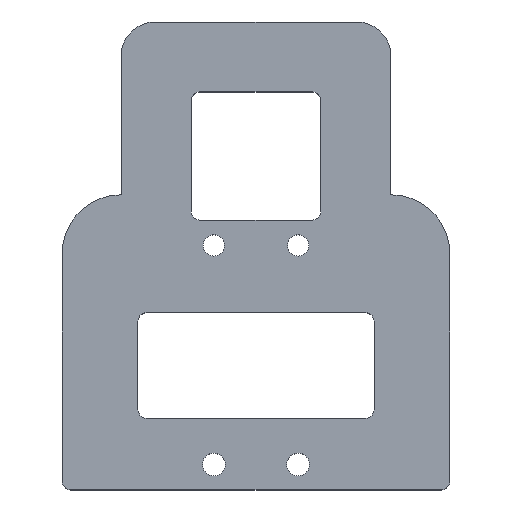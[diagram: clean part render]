
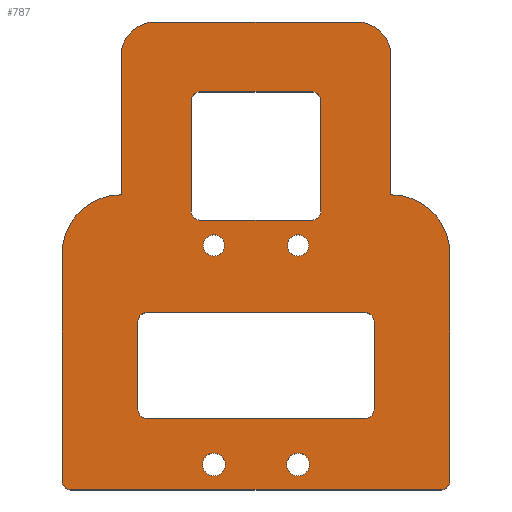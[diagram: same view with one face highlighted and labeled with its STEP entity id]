
A CAD part, top view. The second image highlights one B-rep face of the part: STEP entity #787.
In plain terms, the highlighted planar face has unit normal (0, 0, 1).
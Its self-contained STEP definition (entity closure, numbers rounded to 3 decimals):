
#29=FACE_BOUND('',#135,.T.);
#30=FACE_BOUND('',#136,.T.);
#31=FACE_BOUND('',#137,.T.);
#32=FACE_BOUND('',#138,.T.);
#33=FACE_BOUND('',#139,.T.);
#34=FACE_BOUND('',#140,.T.);
#50=PLANE('',#881);
#81=FACE_OUTER_BOUND('',#134,.T.);
#134=EDGE_LOOP('',(#662,#663,#664,#665,#666,#667,#668,#669,#670,#671,#672,
#673));
#135=EDGE_LOOP('',(#674,#675,#676,#677,#678,#679,#680,#681));
#136=EDGE_LOOP('',(#682,#683,#684,#685,#686,#687,#688,#689));
#137=EDGE_LOOP('',(#690));
#138=EDGE_LOOP('',(#691));
#139=EDGE_LOOP('',(#692));
#140=EDGE_LOOP('',(#693));
#157=LINE('',#1149,#222);
#173=LINE('',#1221,#238);
#174=LINE('',#1224,#239);
#179=LINE('',#1235,#244);
#182=LINE('',#1247,#247);
#185=LINE('',#1255,#250);
#187=LINE('',#1261,#252);
#191=LINE('',#1271,#256);
#194=LINE('',#1282,#259);
#197=LINE('',#1290,#262);
#199=LINE('',#1297,#264);
#206=LINE('',#1324,#271);
#208=LINE('',#1331,#273);
#209=LINE('',#1335,#274);
#222=VECTOR('',#911,10.);
#238=VECTOR('',#973,10.);
#239=VECTOR('',#976,10.);
#244=VECTOR('',#987,10.);
#247=VECTOR('',#1000,10.);
#250=VECTOR('',#1009,10.);
#252=VECTOR('',#1017,10.);
#256=VECTOR('',#1027,10.);
#259=VECTOR('',#1038,10.);
#262=VECTOR('',#1047,10.);
#264=VECTOR('',#1057,10.);
#271=VECTOR('',#1088,10.);
#273=VECTOR('',#1096,10.);
#274=VECTOR('',#1099,10.);
#284=CIRCLE('',#814,1.);
#304=CIRCLE('',#837,1.);
#305=CIRCLE('',#841,1.);
#308=CIRCLE('',#846,1.);
#309=CIRCLE('',#849,1.);
#310=CIRCLE('',#852,1.);
#311=CIRCLE('',#855,1.);
#313=CIRCLE('',#859,1.);
#314=CIRCLE('',#862,1.);
#316=CIRCLE('',#866,1.);
#318=CIRCLE('',#870,1.35);
#319=CIRCLE('',#872,1.265);
#320=CIRCLE('',#874,1.265);
#321=CIRCLE('',#876,1.35);
#322=CIRCLE('',#878,4.);
#324=CIRCLE('',#882,7.);
#325=CIRCLE('',#883,4.);
#326=CIRCLE('',#884,7.);
#331=VERTEX_POINT('',#1139);
#332=VERTEX_POINT('',#1141);
#334=VERTEX_POINT('',#1147);
#366=VERTEX_POINT('',#1215);
#367=VERTEX_POINT('',#1219);
#368=VERTEX_POINT('',#1223);
#369=VERTEX_POINT('',#1227);
#370=VERTEX_POINT('',#1229);
#371=VERTEX_POINT('',#1233);
#374=VERTEX_POINT('',#1241);
#375=VERTEX_POINT('',#1245);
#376=VERTEX_POINT('',#1249);
#377=VERTEX_POINT('',#1253);
#378=VERTEX_POINT('',#1257);
#379=VERTEX_POINT('',#1263);
#380=VERTEX_POINT('',#1265);
#381=VERTEX_POINT('',#1269);
#383=VERTEX_POINT('',#1275);
#384=VERTEX_POINT('',#1276);
#385=VERTEX_POINT('',#1281);
#386=VERTEX_POINT('',#1285);
#387=VERTEX_POINT('',#1289);
#390=VERTEX_POINT('',#1301);
#391=VERTEX_POINT('',#1305);
#392=VERTEX_POINT('',#1309);
#393=VERTEX_POINT('',#1313);
#394=VERTEX_POINT('',#1317);
#395=VERTEX_POINT('',#1319);
#396=VERTEX_POINT('',#1323);
#398=VERTEX_POINT('',#1330);
#399=VERTEX_POINT('',#1332);
#400=VERTEX_POINT('',#1334);
#405=EDGE_CURVE('',#331,#332,#284,.T.);
#409=EDGE_CURVE('',#334,#331,#157,.T.);
#442=EDGE_CURVE('',#366,#334,#304,.T.);
#445=EDGE_CURVE('',#367,#366,#173,.T.);
#446=EDGE_CURVE('',#332,#368,#174,.T.);
#449=EDGE_CURVE('',#369,#370,#305,.T.);
#452=EDGE_CURVE('',#369,#371,#179,.F.);
#456=EDGE_CURVE('',#374,#371,#308,.T.);
#458=EDGE_CURVE('',#374,#375,#182,.F.);
#460=EDGE_CURVE('',#376,#375,#309,.T.);
#462=EDGE_CURVE('',#376,#377,#185,.F.);
#463=EDGE_CURVE('',#378,#377,#310,.T.);
#465=EDGE_CURVE('',#378,#370,#187,.F.);
#467=EDGE_CURVE('',#379,#380,#311,.T.);
#470=EDGE_CURVE('',#379,#381,#191,.F.);
#472=EDGE_CURVE('',#383,#384,#313,.T.);
#475=EDGE_CURVE('',#385,#384,#194,.T.);
#477=EDGE_CURVE('',#385,#386,#314,.T.);
#479=EDGE_CURVE('',#387,#386,#197,.F.);
#482=EDGE_CURVE('',#387,#381,#316,.T.);
#483=EDGE_CURVE('',#383,#380,#199,.F.);
#485=EDGE_CURVE('',#390,#390,#318,.T.);
#487=EDGE_CURVE('',#391,#391,#319,.T.);
#489=EDGE_CURVE('',#392,#392,#320,.T.);
#491=EDGE_CURVE('',#393,#393,#321,.T.);
#494=EDGE_CURVE('',#394,#395,#322,.T.);
#496=EDGE_CURVE('',#395,#396,#206,.T.);
#499=EDGE_CURVE('',#396,#367,#324,.T.);
#500=EDGE_CURVE('',#398,#394,#208,.T.);
#501=EDGE_CURVE('',#399,#398,#325,.T.);
#502=EDGE_CURVE('',#399,#400,#209,.F.);
#503=EDGE_CURVE('',#368,#400,#326,.T.);
#662=ORIENTED_EDGE('',*,*,#405,.F.);
#663=ORIENTED_EDGE('',*,*,#409,.F.);
#664=ORIENTED_EDGE('',*,*,#442,.F.);
#665=ORIENTED_EDGE('',*,*,#445,.F.);
#666=ORIENTED_EDGE('',*,*,#499,.F.);
#667=ORIENTED_EDGE('',*,*,#496,.F.);
#668=ORIENTED_EDGE('',*,*,#494,.F.);
#669=ORIENTED_EDGE('',*,*,#500,.F.);
#670=ORIENTED_EDGE('',*,*,#501,.F.);
#671=ORIENTED_EDGE('',*,*,#502,.T.);
#672=ORIENTED_EDGE('',*,*,#503,.F.);
#673=ORIENTED_EDGE('',*,*,#446,.F.);
#674=ORIENTED_EDGE('',*,*,#465,.T.);
#675=ORIENTED_EDGE('',*,*,#449,.F.);
#676=ORIENTED_EDGE('',*,*,#452,.T.);
#677=ORIENTED_EDGE('',*,*,#456,.F.);
#678=ORIENTED_EDGE('',*,*,#458,.T.);
#679=ORIENTED_EDGE('',*,*,#460,.F.);
#680=ORIENTED_EDGE('',*,*,#462,.T.);
#681=ORIENTED_EDGE('',*,*,#463,.F.);
#682=ORIENTED_EDGE('',*,*,#483,.T.);
#683=ORIENTED_EDGE('',*,*,#467,.F.);
#684=ORIENTED_EDGE('',*,*,#470,.T.);
#685=ORIENTED_EDGE('',*,*,#482,.F.);
#686=ORIENTED_EDGE('',*,*,#479,.T.);
#687=ORIENTED_EDGE('',*,*,#477,.F.);
#688=ORIENTED_EDGE('',*,*,#475,.T.);
#689=ORIENTED_EDGE('',*,*,#472,.F.);
#690=ORIENTED_EDGE('',*,*,#485,.T.);
#691=ORIENTED_EDGE('',*,*,#487,.T.);
#692=ORIENTED_EDGE('',*,*,#489,.T.);
#693=ORIENTED_EDGE('',*,*,#491,.T.);
#787=ADVANCED_FACE('',(#81,#29,#30,#31,#32,#33,#34),#50,.T.);
#814=AXIS2_PLACEMENT_3D('',#1142,#904,#905);
#837=AXIS2_PLACEMENT_3D('',#1216,#967,#968);
#841=AXIS2_PLACEMENT_3D('',#1230,#981,#982);
#846=AXIS2_PLACEMENT_3D('',#1243,#995,#996);
#849=AXIS2_PLACEMENT_3D('',#1251,#1004,#1005);
#852=AXIS2_PLACEMENT_3D('',#1258,#1012,#1013);
#855=AXIS2_PLACEMENT_3D('',#1266,#1021,#1022);
#859=AXIS2_PLACEMENT_3D('',#1277,#1032,#1033);
#862=AXIS2_PLACEMENT_3D('',#1286,#1042,#1043);
#866=AXIS2_PLACEMENT_3D('',#1295,#1053,#1054);
#870=AXIS2_PLACEMENT_3D('',#1302,#1062,#1063);
#872=AXIS2_PLACEMENT_3D('',#1306,#1067,#1068);
#874=AXIS2_PLACEMENT_3D('',#1310,#1072,#1073);
#876=AXIS2_PLACEMENT_3D('',#1314,#1077,#1078);
#878=AXIS2_PLACEMENT_3D('',#1320,#1083,#1084);
#881=AXIS2_PLACEMENT_3D('',#1328,#1092,#1093);
#882=AXIS2_PLACEMENT_3D('',#1329,#1094,#1095);
#883=AXIS2_PLACEMENT_3D('',#1333,#1097,#1098);
#884=AXIS2_PLACEMENT_3D('',#1336,#1100,#1101);
#904=DIRECTION('center_axis',(0.,0.,-1.));
#905=DIRECTION('ref_axis',(-0.707,-0.707,0.));
#911=DIRECTION('',(-1.,0.,0.));
#967=DIRECTION('center_axis',(0.,0.,-1.));
#968=DIRECTION('ref_axis',(0.707,-0.707,0.));
#973=DIRECTION('',(0.,-1.,0.));
#976=DIRECTION('',(0.,1.,0.));
#981=DIRECTION('center_axis',(0.,0.,1.));
#982=DIRECTION('ref_axis',(0.707,-0.707,0.));
#987=DIRECTION('',(1.,0.,0.));
#995=DIRECTION('center_axis',(0.,0.,1.));
#996=DIRECTION('ref_axis',(-0.707,-0.707,0.));
#1000=DIRECTION('',(0.,-1.,0.));
#1004=DIRECTION('center_axis',(0.,0.,1.));
#1005=DIRECTION('ref_axis',(-0.707,0.707,0.));
#1009=DIRECTION('',(-1.,0.,0.));
#1012=DIRECTION('center_axis',(0.,0.,1.));
#1013=DIRECTION('ref_axis',(0.707,0.707,0.));
#1017=DIRECTION('',(0.,1.,0.));
#1021=DIRECTION('center_axis',(0.,0.,1.));
#1022=DIRECTION('ref_axis',(-0.707,0.707,0.));
#1027=DIRECTION('',(-1.,0.,0.));
#1032=DIRECTION('center_axis',(0.,0.,1.));
#1033=DIRECTION('ref_axis',(-0.707,-0.707,0.));
#1038=DIRECTION('',(-1.,0.,0.));
#1042=DIRECTION('center_axis',(0.,0.,1.));
#1043=DIRECTION('ref_axis',(0.707,-0.707,0.));
#1047=DIRECTION('',(0.,1.,0.));
#1053=DIRECTION('center_axis',(0.,0.,1.));
#1054=DIRECTION('ref_axis',(0.707,0.707,0.));
#1057=DIRECTION('',(0.,-1.,0.));
#1062=DIRECTION('center_axis',(0.,0.,-1.));
#1063=DIRECTION('ref_axis',(1.,0.,0.));
#1067=DIRECTION('center_axis',(0.,0.,-1.));
#1068=DIRECTION('ref_axis',(1.,0.,0.));
#1072=DIRECTION('center_axis',(0.,0.,-1.));
#1073=DIRECTION('ref_axis',(1.,0.,0.));
#1077=DIRECTION('center_axis',(0.,0.,-1.));
#1078=DIRECTION('ref_axis',(1.,0.,0.));
#1083=DIRECTION('center_axis',(0.,0.,-1.));
#1084=DIRECTION('ref_axis',(0.707,0.707,0.));
#1088=DIRECTION('',(0.,-1.,0.));
#1092=DIRECTION('center_axis',(0.,0.,1.));
#1093=DIRECTION('ref_axis',(1.,0.,0.));
#1094=DIRECTION('center_axis',(0.,0.,-1.));
#1095=DIRECTION('ref_axis',(0.707,0.707,0.));
#1096=DIRECTION('',(1.,0.,0.));
#1097=DIRECTION('center_axis',(0.,0.,-1.));
#1098=DIRECTION('ref_axis',(-0.707,0.707,0.));
#1099=DIRECTION('',(0.,1.,0.));
#1100=DIRECTION('center_axis',(0.,0.,-1.));
#1101=DIRECTION('ref_axis',(-0.707,0.707,0.));
#1139=CARTESIAN_POINT('',(-22.,0.,0.));
#1141=CARTESIAN_POINT('',(-23.,1.,0.));
#1142=CARTESIAN_POINT('Origin',(-22.,1.,0.));
#1147=CARTESIAN_POINT('',(22.,0.,0.));
#1149=CARTESIAN_POINT('',(20.,0.,0.));
#1215=CARTESIAN_POINT('',(23.,1.,0.));
#1216=CARTESIAN_POINT('Origin',(22.,1.,0.));
#1219=CARTESIAN_POINT('',(23.,28.,0.));
#1221=CARTESIAN_POINT('',(23.,28.75,0.));
#1223=CARTESIAN_POINT('',(-23.,28.,0.));
#1224=CARTESIAN_POINT('',(-23.,12.75,0.));
#1227=CARTESIAN_POINT('',(13.,8.5,0.));
#1229=CARTESIAN_POINT('',(14.,9.5,0.));
#1230=CARTESIAN_POINT('Origin',(13.,9.5,0.));
#1233=CARTESIAN_POINT('',(-13.,8.5,0.));
#1235=CARTESIAN_POINT('',(-7.5,8.5,0.));
#1241=CARTESIAN_POINT('',(-14.,9.5,0.));
#1243=CARTESIAN_POINT('Origin',(-13.,9.5,0.));
#1245=CARTESIAN_POINT('',(-14.,20.,0.));
#1247=CARTESIAN_POINT('',(-14.,25.75,0.));
#1249=CARTESIAN_POINT('',(-13.,21.,0.));
#1251=CARTESIAN_POINT('Origin',(-13.,20.,0.));
#1253=CARTESIAN_POINT('',(13.,21.,0.));
#1255=CARTESIAN_POINT('',(7.5,21.,0.));
#1257=CARTESIAN_POINT('',(14.,20.,0.));
#1258=CARTESIAN_POINT('Origin',(13.,20.,0.));
#1261=CARTESIAN_POINT('',(14.,15.75,0.));
#1263=CARTESIAN_POINT('',(-6.7,47.2,0.));
#1265=CARTESIAN_POINT('',(-7.7,46.2,0.));
#1266=CARTESIAN_POINT('Origin',(-6.7,46.2,0.));
#1269=CARTESIAN_POINT('',(6.7,47.2,0.));
#1271=CARTESIAN_POINT('',(3.75,47.2,0.));
#1275=CARTESIAN_POINT('',(-7.7,33.,0.));
#1276=CARTESIAN_POINT('',(-6.7,32.,0.));
#1277=CARTESIAN_POINT('Origin',(-6.7,33.,0.));
#1281=CARTESIAN_POINT('',(6.7,32.,0.));
#1282=CARTESIAN_POINT('',(-10.,32.,0.));
#1285=CARTESIAN_POINT('',(7.7,33.,0.));
#1286=CARTESIAN_POINT('Origin',(6.7,33.,0.));
#1289=CARTESIAN_POINT('',(7.7,46.2,0.));
#1290=CARTESIAN_POINT('',(7.7,28.75,0.));
#1295=CARTESIAN_POINT('Origin',(6.7,46.2,0.));
#1297=CARTESIAN_POINT('',(-7.7,36.25,0.));
#1301=CARTESIAN_POINT('',(3.65,3.,0.));
#1302=CARTESIAN_POINT('Origin',(5.,3.,0.));
#1305=CARTESIAN_POINT('',(-6.265,29.,0.));
#1306=CARTESIAN_POINT('Origin',(-5.,29.,0.));
#1309=CARTESIAN_POINT('',(3.736,29.,0.));
#1310=CARTESIAN_POINT('Origin',(5.,29.,0.));
#1313=CARTESIAN_POINT('',(-6.35,3.,0.));
#1314=CARTESIAN_POINT('Origin',(-5.,3.,0.));
#1317=CARTESIAN_POINT('',(12.,55.5,0.));
#1319=CARTESIAN_POINT('',(16.,51.5,0.));
#1320=CARTESIAN_POINT('Origin',(12.,51.5,0.));
#1323=CARTESIAN_POINT('',(16.,35.,0.));
#1324=CARTESIAN_POINT('',(16.,38.25,0.));
#1328=CARTESIAN_POINT('Origin',(0.,25.5,0.));
#1329=CARTESIAN_POINT('Origin',(16.,28.,0.));
#1330=CARTESIAN_POINT('',(-12.,55.5,0.));
#1331=CARTESIAN_POINT('',(-5.75,55.5,0.));
#1332=CARTESIAN_POINT('',(-16.,51.5,0.));
#1333=CARTESIAN_POINT('Origin',(-12.,51.5,0.));
#1334=CARTESIAN_POINT('',(-16.,35.,0.));
#1335=CARTESIAN_POINT('',(-16.,28.75,0.));
#1336=CARTESIAN_POINT('Origin',(-16.,28.,0.));
